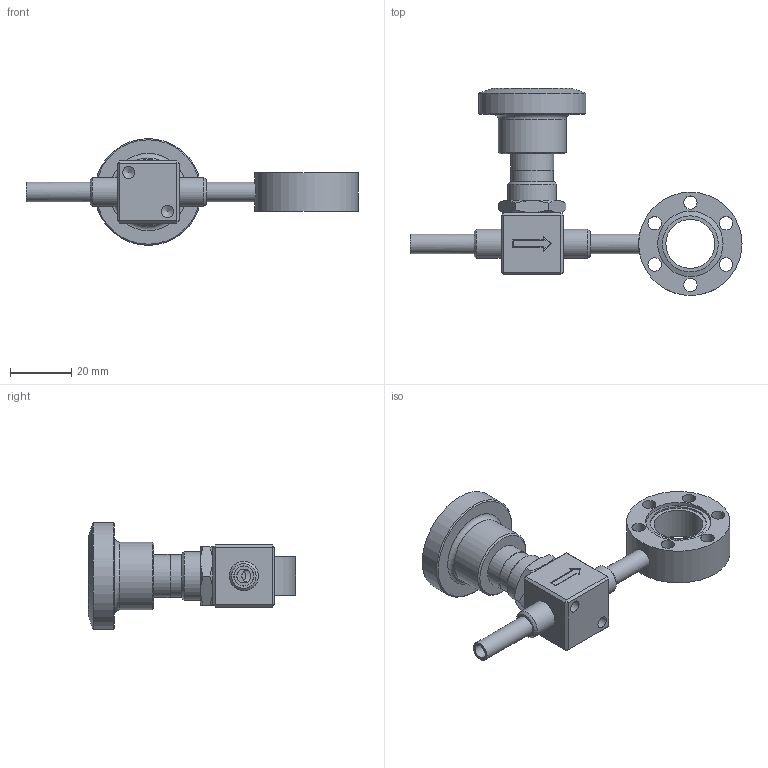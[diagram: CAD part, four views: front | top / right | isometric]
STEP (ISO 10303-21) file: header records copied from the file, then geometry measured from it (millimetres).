
FILE_DESCRIPTION(/* description */ (''),/* implementation_level */ '2;1');
FILE_NAME(/* name */ '9100107a.stp',/* time_stamp */ '2019-07-11T10:36:53-04:00',/* author */ ('Glen_C'),/* organization */ (''),/* preprocessor_version */ 'ST-DEVELOPER v16.13',/* originating_system */ 'Autodesk Inventor 2018',/* authorisation */ '');
FILE_SCHEMA (('AUTOMOTIVE_DESIGN { 1 0 10303 214 3 1 1 }'));
Length unit declared in the file: inch
Products named in the file (1): 9100107_S
Bounding box: 108.56 x 67.69 x 34.92 mm (x, y, z)
Volume: 27976 mm3; surface area: 16214.9 mm2
Topology: 2 solids, 2 shells, 132 faces, 308 edges, 191 vertices
Faces by surface type: plane 83, cylinder 34, cone 14, torus 1
Full cylindrical faces by diameter (mm): 3.937 x2, 3.962 x2, 4.394 x6, 4.572 x2, 6.35 x2, 6.401 x1, 6.553 x2, 9.525 x2, 10.922 x1, 11.176 x1, 12.903 x1, 13.843 x1, 14.122 x1, 15.875 x1, 16.002 x1, 18.288 x2, 21.387 x2, 22.225 x1, 25.908 x1, 33.782 x1, 34.925 x1
Entity records: 3674 total; most frequent: CARTESIAN_POINT 708, DIRECTION 579, ORIENTED_EDGE 474, EDGE_CURVE 237, AXIS2_PLACEMENT_3D 227, EDGE_LOOP 215, VERTEX_POINT 170, STYLED_ITEM 133
